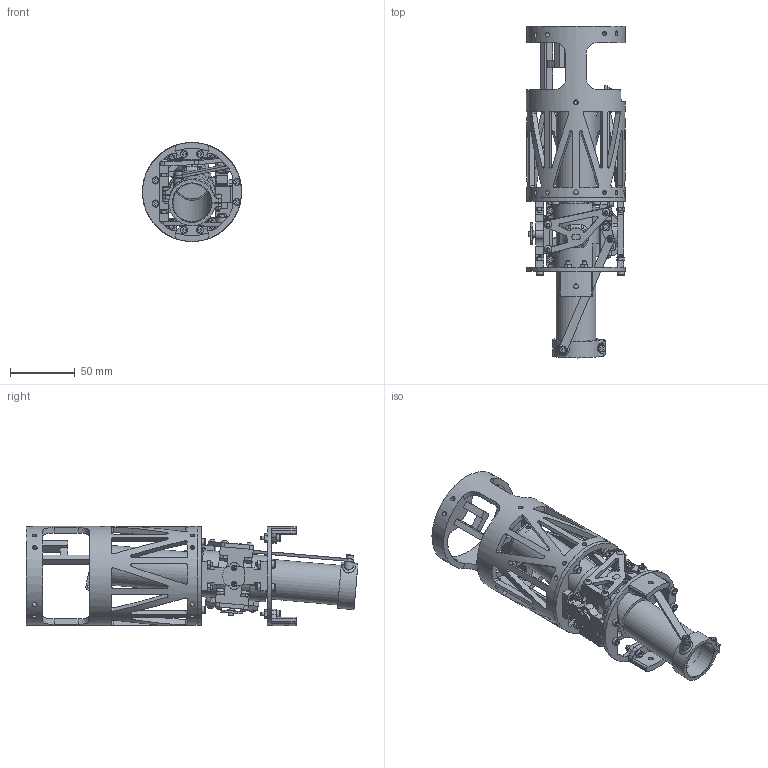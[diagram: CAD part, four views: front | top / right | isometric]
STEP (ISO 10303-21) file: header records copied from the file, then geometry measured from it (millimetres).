
FILE_DESCRIPTION(/* description */ (''),/* implementation_level */ '2;1');
FILE_NAME(/* name */ 'Full Mount Assembly.step',/* time_stamp */ '2025-10-16T22:25:04-04:00',/* author */ (''),/* organization */ (''),/* preprocessor_version */ 'ST-DEVELOPER v20.1',/* originating_system */ 'Autodesk Translation Framework v14.17.0.0',/* authorisation */ '');
FILE_SCHEMA (('AUTOMOTIVE_DESIGN { 1 0 10303 214 3 1 1 }'));
Length unit declared in the file: inch
Products named in the file (44): Full Mount Assembly; Tight Outside Layer Clamping Block; Inside Layer; Fiberglass Motor Tube; Clamping Innermost Pivot; ES3352; Inside Base Plate; Outside Interface Plate; Inside Servo Linkage; Motor Tube Linkage Clamping Piece; Inner Servo Mount Redesigned; DIN 934 - M3 x 0.5 Steel 6 Plain; Top Plate; DIN 912 - M3 x 0.5 x 8 Steel 4.6 Plain; DIN 912 - M2 x 0.4 x 8 Steel 4.6 Plain; FHSBHCS ANSI B18.3.4M - M3 x 0.5 x 8 Steel Grade 2 Plain; End Cap For Motor Tube; Magnetized Pin; Locked Pin; AS5048A_breakout; DIN 912 - M2 x 0.4 x 5 Steel 4.6 Plain; Other Outside Layer Clamping Block; Upper Outside Ring; Lower Outside Ring; DIN 912 - M3 x 0.5 x 10 Steel 4.6 Plain; Outside Servo Linkage; DIN 912 - M1.6 x 0.35 x 6 Steel 4.6 Plain; DIN 934 - M2 x 0.4 Steel 6 Plain; DIN 912 - M3 x 0.5 x 5 Steel 4.6 Plain; Heat Set Attachments; DIN 912 - M3 x 0.5 x 12 Steel 4.6 Plain; DIN 934 - M3 x 0.5 Steel 6 Plain_1; Locked Outside Pin; Magnetized Outside Pin; AS5048A_breakout_1; AS5048A_Breakout_2; TSSOP14_AMS; Encoder Spacer; DIN 912 - M2 x 0.4 x 6 Steel 4.6 Plain; ES3352_1 ...
Assembly tree (97 placements, depth 4):
  Full Mount Assembly
    Tight Outside Layer Clamping Block
    Inside Layer
      Fiberglass Motor Tube
      Clamping Innermost Pivot
      ES3352
        Component1
        Component2
        Component3
      Inside Base Plate
      Outside Interface Plate
      DIN 912 - M3 x 0.5 x 10 Steel 4.6 Plain  x3
      DIN 934 - M3 x 0.5 Steel 6 Plain_1  x8
      Inside Servo Linkage
      Motor Tube Linkage Clamping Piece
      Inner Servo Mount Redesigned
      DIN 934 - M3 x 0.5 Steel 6 Plain
      Top Plate
      DIN 912 - M3 x 0.5 x 8 Steel 4.6 Plain
      DIN 912 - M2 x 0.4 x 8 Steel 4.6 Plain
      DIN 934 - M2 x 0.4 Steel 6 Plain
      FHSBHCS ANSI B18.3.4M - M3 x 0.5 x 8 Steel Grade 2 Plain  x7
      End Cap For Motor Tube
      Magnetized Pin
      Locked Pin
      AS5048A_breakout
        AS5048A_Breakout_2
        TSSOP14_AMS
      Encoder Spacer  x2
      DIN 912 - M2 x 0.4 x 5 Steel 4.6 Plain  x2
    Other Outside Layer Clamping Block
    Upper Outside Ring
    DIN 912 - M3 x 0.5 x 12 Steel 4.6 Plain  x12
    DIN 934 - M3 x 0.5 Steel 6 Plain_1  x12
    Lower Outside Ring
    DIN 912 - M3 x 0.5 x 10 Steel 4.6 Plain  x4
    Outside Servo Linkage
    DIN 912 - M1.6 x 0.35 x 6 Steel 4.6 Plain
    DIN 934 - M2 x 0.4 Steel 6 Plain
    DIN 912 - M3 x 0.5 x 5 Steel 4.6 Plain
    Heat Set Attachments  x2
    Locked Outside Pin
    Magnetized Outside Pin
    AS5048A_breakout_1
      AS5048A_Breakout_2
      TSSOP14_AMS
    Encoder Spacer  x2
    DIN 912 - M2 x 0.4 x 6 Steel 4.6 Plain  x2
    ES3352_1
      Component1
      Component2
      Component3
    Outer Servo Mount
Bounding box: 76.2 x 255.44 x 76.22 mm (x, y, z)
Volume: 168346.1 mm3; surface area: 153648.5 mm2
Topology: 122 solids, 122 shells, 2586 faces, 6185 edges, 3927 vertices
Faces by surface type: plane 1591, cylinder 732, cone 127, torus 72, bspline 41, sphere 23
Full cylindrical faces by diameter (mm): 0.225 x2, 1.016 x2, 1.27 x2, 1.499 x2, 1.5 x2, 1.538 x1, 1.623 x2, 1.933 x5, 2.032 x8, 2.235 x2, 2.24 x2, 2.25 x4, 2.261 x4, 2.529 x21, 2.927 x28, 3 x1, 3.3 x9, 3.4 x23, 3.404 x26, 3.489 x2, 3.6 x1, 3.607 x20, 3.8 x5, 4.445 x4, 5 x2, 5.5 x21, 6 x2, 6.089 x2, 6.35 x4, 7.62 x1
Entity records: 51313 total; most frequent: CARTESIAN_POINT 13619, DIRECTION 7538, ORIENTED_EDGE 7480, EDGE_CURVE 3740, AXIS2_PLACEMENT_3D 2647, VERTEX_POINT 2426, LINE 2244, VECTOR 2244
